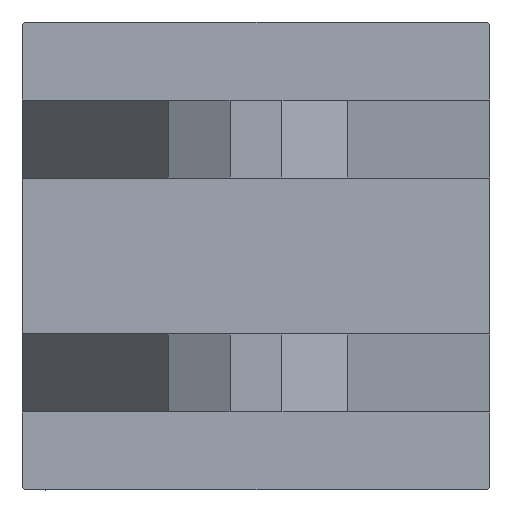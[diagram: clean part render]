
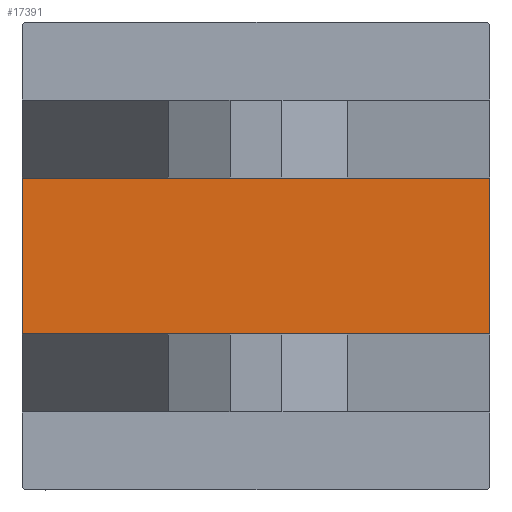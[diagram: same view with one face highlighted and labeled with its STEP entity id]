
A CAD part, left-side view. The second image highlights one B-rep face of the part: STEP entity #17391.
In plain terms, the highlighted planar face has unit normal (-1, 0, 0).
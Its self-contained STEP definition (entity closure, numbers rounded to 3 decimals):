
#2809 = PLANE ( 'NONE',  #9197 ) ;
#3667 = CARTESIAN_POINT ( 'NONE',  ( 0., -15., -45. ) ) ;
#3882 = DIRECTION ( 'NONE',  ( 0., 0., -1. ) ) ;
#3938 = DIRECTION ( 'NONE',  ( 0., 0., -1. ) ) ;
#6578 = ORIENTED_EDGE ( 'NONE', *, *, #21307, .F. ) ;
#6606 = CARTESIAN_POINT ( 'NONE',  ( 0., 0., 0. ) ) ;
#7109 = DIRECTION ( 'NONE',  ( -1., 0., 0. ) ) ;
#9197 = AXIS2_PLACEMENT_3D ( 'NONE', #6606, #7109, #49018 ) ;
#9843 = VERTEX_POINT ( 'NONE', #19946 ) ;
#9875 = ORIENTED_EDGE ( 'NONE', *, *, #10602, .T. ) ;
#10409 = VECTOR ( 'NONE', #3882, 1000. ) ;
#10602 = EDGE_CURVE ( 'NONE', #33508, #33431, #30594, .T. ) ;
#11590 = EDGE_CURVE ( 'NONE', #9843, #33508, #38968, .T. ) ;
#13081 = VERTEX_POINT ( 'NONE', #48722 ) ;
#13740 = FACE_OUTER_BOUND ( 'NONE', #44178, .T. ) ;
#14649 = VECTOR ( 'NONE', #3938, 1000. ) ;
#15842 = CARTESIAN_POINT ( 'NONE',  ( 0., 15., -45. ) ) ;
#17391 = ADVANCED_FACE ( 'NONE', ( #13740 ), #2809, .T. ) ;
#19946 = CARTESIAN_POINT ( 'NONE',  ( 0., 15., 45. ) ) ;
#20584 = CARTESIAN_POINT ( 'NONE',  ( 0., 45., -45. ) ) ;
#21307 = EDGE_CURVE ( 'NONE', #9843, #13081, #32762, .T. ) ;
#21333 = CARTESIAN_POINT ( 'NONE',  ( 0., 45., 45. ) ) ;
#24394 = DIRECTION ( 'NONE',  ( 0., -1., 0. ) ) ;
#30594 = LINE ( 'NONE', #20584, #47893 ) ;
#32762 = LINE ( 'NONE', #21333, #35959 ) ;
#33431 = VERTEX_POINT ( 'NONE', #3667 ) ;
#33508 = VERTEX_POINT ( 'NONE', #15842 ) ;
#35959 = VECTOR ( 'NONE', #48246, 1000. ) ;
#38724 = CARTESIAN_POINT ( 'NONE',  ( 0., 15., 45. ) ) ;
#38968 = LINE ( 'NONE', #38724, #14649 ) ;
#42724 = LINE ( 'NONE', #43227, #10409 ) ;
#43227 = CARTESIAN_POINT ( 'NONE',  ( 0., -15., 45. ) ) ;
#44178 = EDGE_LOOP ( 'NONE', ( #9875, #46520, #6578, #45181 ) ) ;
#45181 = ORIENTED_EDGE ( 'NONE', *, *, #11590, .T. ) ;
#46520 = ORIENTED_EDGE ( 'NONE', *, *, #49762, .F. ) ;
#47893 = VECTOR ( 'NONE', #24394, 1000. ) ;
#48246 = DIRECTION ( 'NONE',  ( 0., -1., 0. ) ) ;
#48722 = CARTESIAN_POINT ( 'NONE',  ( 0., -15., 45. ) ) ;
#49018 = DIRECTION ( 'NONE',  ( 0., 0., 1. ) ) ;
#49762 = EDGE_CURVE ( 'NONE', #13081, #33431, #42724, .T. ) ;
